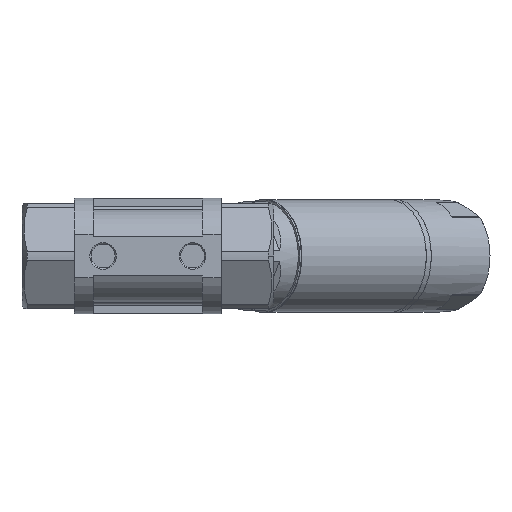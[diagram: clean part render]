
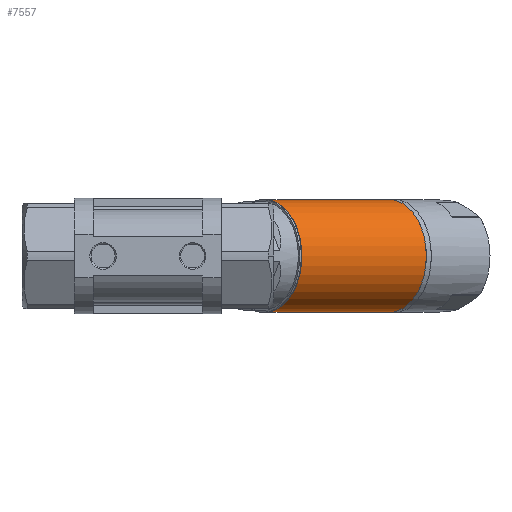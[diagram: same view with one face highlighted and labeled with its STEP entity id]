
A CAD part, front view. The second image highlights one B-rep face of the part: STEP entity #7557.
In plain terms, the highlighted cylindrical face has radius 17 mm (diameter 34 mm), a partial arc.
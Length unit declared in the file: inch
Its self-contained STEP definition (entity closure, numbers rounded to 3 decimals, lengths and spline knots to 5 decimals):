
#395 = ORIENTED_EDGE ( 'NONE', *, *, #5380, .T. ) ;
#945 = CARTESIAN_POINT ( 'NONE',  ( 2.31205, 1.2398, 0. ) ) ;
#1029 = AXIS2_PLACEMENT_3D ( 'NONE', #2795, #7047, #2708 ) ;
#1592 = CARTESIAN_POINT ( 'NONE',  ( 2.31205, 1.2398, -0.66929 ) ) ;
#1635 = EDGE_LOOP ( 'NONE', ( #395, #4978, #7232, #6516 ) ) ;
#1944 = CARTESIAN_POINT ( 'NONE',  ( 2.88848, 1.74088, 0.66929 ) ) ;
#2149 = LINE ( 'NONE', #1592, #9025 ) ;
#2190 = CIRCLE ( 'NONE', #1029, 0.66929 ) ;
#2218 = DIRECTION ( 'NONE',  ( -0.755, -0.656, 0. ) ) ;
#2698 = EDGE_CURVE ( 'NONE', #5212, #8205, #2149, .T. ) ;
#2708 = DIRECTION ( 'NONE',  ( 0., 0., -1. ) ) ;
#2795 = CARTESIAN_POINT ( 'NONE',  ( 2.88848, 1.74088, 0. ) ) ;
#2921 = CARTESIAN_POINT ( 'NONE',  ( 4.367, 3.02614, 0. ) ) ;
#3033 = CYLINDRICAL_SURFACE ( 'NONE', #8987, 0.66929 ) ;
#4187 = EDGE_CURVE ( 'NONE', #8394, #8440, #7679, .T. ) ;
#4315 = DIRECTION ( 'NONE',  ( 0., 0., -1. ) ) ;
#4340 = AXIS2_PLACEMENT_3D ( 'NONE', #2921, #8633, #8499 ) ;
#4581 = VECTOR ( 'NONE', #4902, 39.37008 ) ;
#4603 = CARTESIAN_POINT ( 'NONE',  ( 4.367, 3.02614, 0.66929 ) ) ;
#4825 = EDGE_CURVE ( 'NONE', #8440, #8205, #2190, .T. ) ;
#4902 = DIRECTION ( 'NONE',  ( -0.755, -0.656, 0. ) ) ;
#4978 = ORIENTED_EDGE ( 'NONE', *, *, #4187, .T. ) ;
#5212 = VERTEX_POINT ( 'NONE', #6945 ) ;
#5380 = EDGE_CURVE ( 'NONE', #5212, #8394, #5677, .T. ) ;
#5677 = CIRCLE ( 'NONE', #4340, 0.66929 ) ;
#5793 = FACE_OUTER_BOUND ( 'NONE', #1635, .T. ) ;
#6406 = DIRECTION ( 'NONE',  ( -0.755, -0.656, 0. ) ) ;
#6516 = ORIENTED_EDGE ( 'NONE', *, *, #2698, .F. ) ;
#6945 = CARTESIAN_POINT ( 'NONE',  ( 4.367, 3.02614, -0.66929 ) ) ;
#7047 = DIRECTION ( 'NONE',  ( 0.755, 0.656, 0. ) ) ;
#7085 = CARTESIAN_POINT ( 'NONE',  ( 2.31205, 1.2398, 0.66929 ) ) ;
#7232 = ORIENTED_EDGE ( 'NONE', *, *, #4825, .T. ) ;
#7557 = ADVANCED_FACE ( 'NONE', ( #5793 ), #3033, .T. ) ;
#7679 = LINE ( 'NONE', #7085, #4581 ) ;
#8205 = VERTEX_POINT ( 'NONE', #8998 ) ;
#8394 = VERTEX_POINT ( 'NONE', #4603 ) ;
#8440 = VERTEX_POINT ( 'NONE', #1944 ) ;
#8499 = DIRECTION ( 'NONE',  ( 0., 0., -1. ) ) ;
#8633 = DIRECTION ( 'NONE',  ( -0.755, -0.656, 0. ) ) ;
#8987 = AXIS2_PLACEMENT_3D ( 'NONE', #945, #2218, #4315 ) ;
#8998 = CARTESIAN_POINT ( 'NONE',  ( 2.88848, 1.74088, -0.66929 ) ) ;
#9025 = VECTOR ( 'NONE', #6406, 39.37008 ) ;
